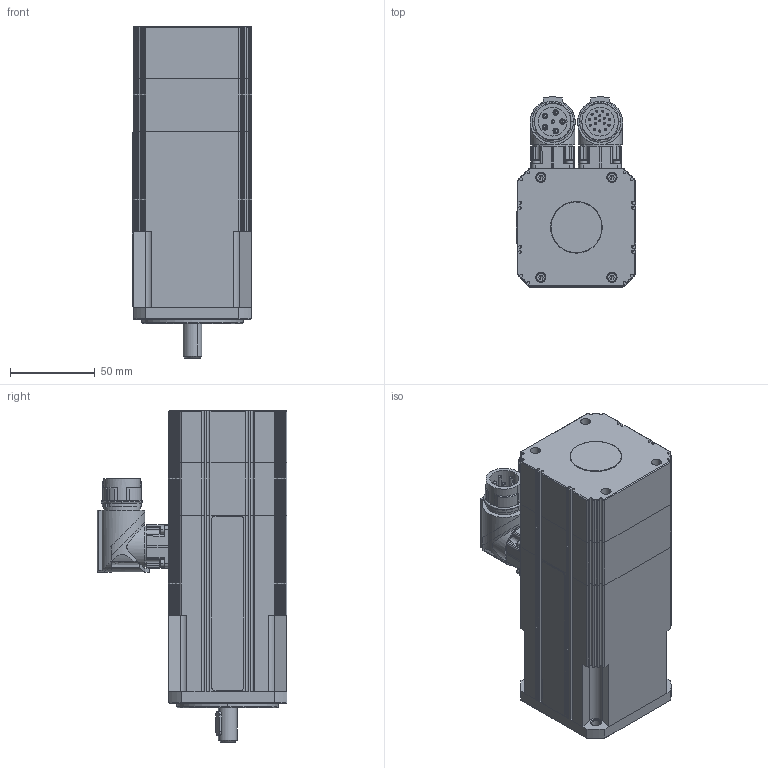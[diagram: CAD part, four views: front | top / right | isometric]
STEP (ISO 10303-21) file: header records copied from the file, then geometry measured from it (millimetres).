
FILE_DESCRIPTION((''),'2;1');
FILE_NAME('FP-207 + Encoder Sick-Stegmann SKM 36 + Fre Keb 03-2.stp','2011-11-10T09:30:00',('jlopez'),(''),'Autodesk Inventor 9','Autodesk Inventor 9','');
FILE_SCHEMA(('AUTOMOTIVE_DESIGN { 1 0 10303 214 1 1 1 1 }'));
Length unit declared in the file: millimetre
Products named in the file (1): Pieza1
Bounding box: 70.5 x 112.15 x 196 mm (x, y, z)
Volume: 785802.4 mm3; surface area: 104356.1 mm2
Topology: 1 solids, 23 shells, 1644 faces, 4157 edges, 2480 vertices
Faces by surface type: cylinder 774, plane 497, cone 182, bspline 95, torus 50, sphere 46
Entity records: 50442 total; most frequent: CARTESIAN_POINT 11218, DIRECTION 8621, ORIENTED_EDGE 8066, EDGE_CURVE 4033, AXIS2_PLACEMENT_3D 3363, VERTEX_POINT 2480, VECTOR 1895, LINE 1895
